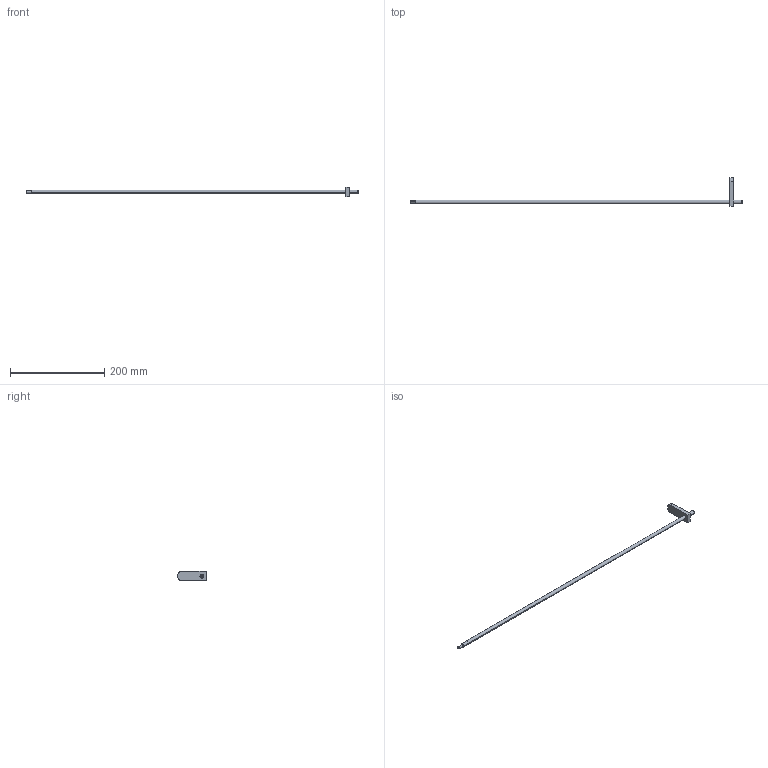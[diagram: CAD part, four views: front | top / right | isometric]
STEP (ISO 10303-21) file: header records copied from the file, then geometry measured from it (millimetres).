
FILE_DESCRIPTION (( 'STEP AP214' ), '1' );
FILE_NAME ('INGUN_110707.STEP', '2022-11-07T10:34:22', ( '' ), ( '' ), 'SwSTEP 2.0', 'SolidWorks 2021', '' );
FILE_SCHEMA (( 'AUTOMOTIVE_DESIGN' ));
Length unit declared in the file: millimetre
Products named in the file (5): DIN914~n_M04,0x05; INGUN_110707; 110705~2_S; 110706~0_S; DIN913~n_M05,0x20
Assembly tree (4 placements, depth 2):
  INGUN_110707
    110706~0_S
    DIN914~n_M04,0x05
    110705~2_S
    DIN913~n_M05,0x20
Bounding box: 704.5 x 60 x 20 mm (x, y, z)
Volume: 43951.5 mm3; surface area: 21839.7 mm2
Topology: 4 solids, 4 shells, 48 faces, 109 edges, 69 vertices
Faces by surface type: plane 26, cylinder 14, cone 8
Entity records: 1647 total; most frequent: CARTESIAN_POINT 287, DIRECTION 245, ORIENTED_EDGE 214, EDGE_CURVE 107, AXIS2_PLACEMENT_3D 87, VECTOR 71, LINE 71, VERTEX_POINT 69
